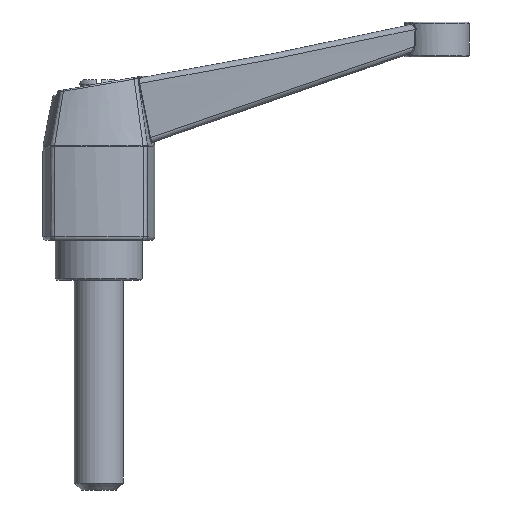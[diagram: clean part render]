
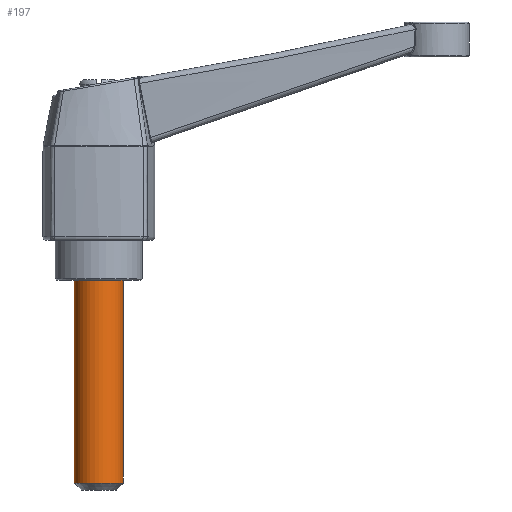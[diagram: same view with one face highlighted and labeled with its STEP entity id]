
A CAD part, front view. The second image highlights one B-rep face of the part: STEP entity #197.
In plain terms, the highlighted cylindrical face has radius 7 mm (diameter 14 mm), a full revolution.
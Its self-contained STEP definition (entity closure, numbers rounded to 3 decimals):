
#197 = ADVANCED_FACE( '', ( #509, #510 ), #511, .T. );
#509 = FACE_OUTER_BOUND( '', #2399, .T. );
#510 = FACE_OUTER_BOUND( '', #2400, .T. );
#511 = CYLINDRICAL_SURFACE( '', #2401, 7. );
#2399 = EDGE_LOOP( '', ( #12089 ) );
#2400 = EDGE_LOOP( '', ( #12090 ) );
#2401 = AXIS2_PLACEMENT_3D( '', #12091, #12092, #12093 );
#12089 = ORIENTED_EDGE( '', *, *, #12990, .T. );
#12090 = ORIENTED_EDGE( '', *, *, #12991, .T. );
#12091 = CARTESIAN_POINT( '', ( 0., 0., -71.5 ) );
#12092 = DIRECTION( '', ( 0., 0., -1. ) );
#12093 = DIRECTION( '', ( 1., 0., 0. ) );
#12990 = EDGE_CURVE( '', #13485, #13485, #13486, .F. );
#12991 = EDGE_CURVE( '', #13487, #13487, #13488, .F. );
#13485 = VERTEX_POINT( '', #14967 );
#13486 = CIRCLE( '', #14968, 7. );
#13487 = VERTEX_POINT( '', #14969 );
#13488 = CIRCLE( '', #14970, 7. );
#14967 = CARTESIAN_POINT( '', ( -7., 0., -69.5 ) );
#14968 = AXIS2_PLACEMENT_3D( '', #18765, #18766, #18767 );
#14969 = CARTESIAN_POINT( '', ( 7., 0., -11.5 ) );
#14970 = AXIS2_PLACEMENT_3D( '', #18768, #18769, #18770 );
#18765 = CARTESIAN_POINT( '', ( 0., 0., -69.5 ) );
#18766 = DIRECTION( '', ( 0., 0., -1. ) );
#18767 = DIRECTION( '', ( -1., 0., 0. ) );
#18768 = CARTESIAN_POINT( '', ( 0., 0., -11.5 ) );
#18769 = DIRECTION( '', ( 0., 0., 1. ) );
#18770 = DIRECTION( '', ( 1., 0., 0. ) );
